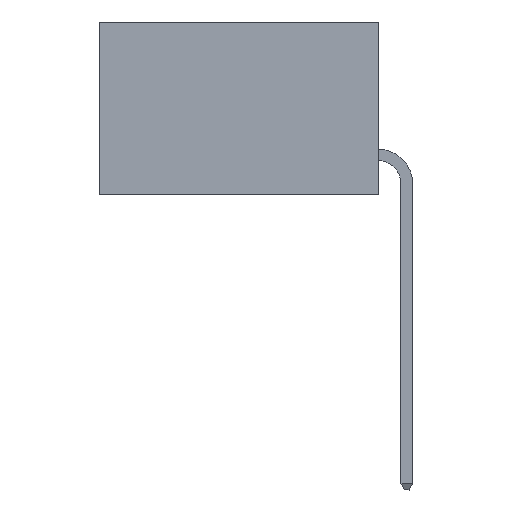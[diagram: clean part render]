
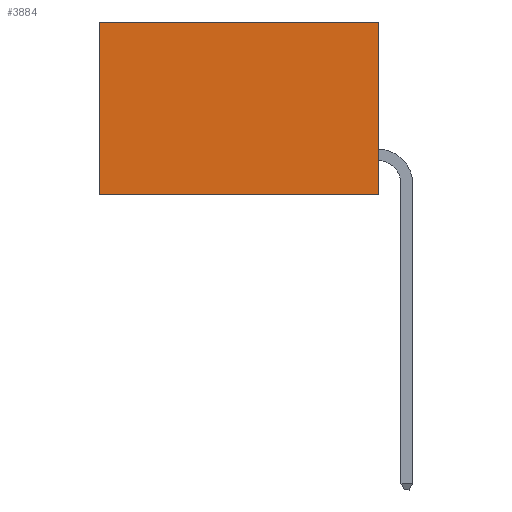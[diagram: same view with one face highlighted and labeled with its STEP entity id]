
A CAD part, left-side view. The second image highlights one B-rep face of the part: STEP entity #3884.
In plain terms, the highlighted planar face has unit normal (-1, 0, 0).
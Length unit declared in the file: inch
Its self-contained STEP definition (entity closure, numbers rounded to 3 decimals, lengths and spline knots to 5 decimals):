
#9 = ORIENTED_EDGE ( 'NONE', *, *, #8613, .T. ) ;
#303 = PLANE ( 'NONE',  #2136 ) ;
#392 = DIRECTION ( 'NONE',  ( 1., 0., 0. ) ) ;
#1186 = VECTOR ( 'NONE', #5750, 39.37008 ) ;
#1270 = CARTESIAN_POINT ( 'NONE',  ( 0.298, 0., 0. ) ) ;
#1422 = VERTEX_POINT ( 'NONE', #4050 ) ;
#1596 = DIRECTION ( 'NONE',  ( 0., 1., 0. ) ) ;
#2035 = EDGE_CURVE ( 'NONE', #3743, #2347, #4233, .T. ) ;
#2136 = AXIS2_PLACEMENT_3D ( 'NONE', #1270, #392, #11019 ) ;
#2230 = CARTESIAN_POINT ( 'NONE',  ( 0.298, 0.6, -0.37 ) ) ;
#2347 = VERTEX_POINT ( 'NONE', #2230 ) ;
#2809 = CARTESIAN_POINT ( 'NONE',  ( 0.298, 0.6, 0. ) ) ;
#2856 = CARTESIAN_POINT ( 'NONE',  ( 0.298, 0.6, 0. ) ) ;
#3323 = CARTESIAN_POINT ( 'NONE',  ( 0.298, 0., 0. ) ) ;
#3361 = VECTOR ( 'NONE', #4660, 39.37008 ) ;
#3743 = VERTEX_POINT ( 'NONE', #2856 ) ;
#3884 = ADVANCED_FACE ( 'NONE', ( #10328 ), #303, .F. ) ;
#3891 = CARTESIAN_POINT ( 'NONE',  ( 0.298, 0., 0. ) ) ;
#4050 = CARTESIAN_POINT ( 'NONE',  ( 0.298, 0., -0.37 ) ) ;
#4233 = LINE ( 'NONE', #2809, #1186 ) ;
#4413 = VECTOR ( 'NONE', #10771, 39.37008 ) ;
#4576 = CARTESIAN_POINT ( 'NONE',  ( 0.298, 0., -0.37 ) ) ;
#4660 = DIRECTION ( 'NONE',  ( 0., 0., -1. ) ) ;
#4836 = VERTEX_POINT ( 'NONE', #3323 ) ;
#5741 = VECTOR ( 'NONE', #1596, 39.37008 ) ;
#5750 = DIRECTION ( 'NONE',  ( 0., 0., -1. ) ) ;
#7016 = EDGE_CURVE ( 'NONE', #4836, #1422, #7796, .T. ) ;
#7576 = LINE ( 'NONE', #4576, #5741 ) ;
#7796 = LINE ( 'NONE', #11561, #3361 ) ;
#8613 = EDGE_CURVE ( 'NONE', #4836, #3743, #11435, .T. ) ;
#9709 = EDGE_LOOP ( 'NONE', ( #10183, #11704, #10675, #9 ) ) ;
#9748 = EDGE_CURVE ( 'NONE', #1422, #2347, #7576, .T. ) ;
#10183 = ORIENTED_EDGE ( 'NONE', *, *, #2035, .T. ) ;
#10328 = FACE_OUTER_BOUND ( 'NONE', #9709, .T. ) ;
#10675 = ORIENTED_EDGE ( 'NONE', *, *, #7016, .F. ) ;
#10771 = DIRECTION ( 'NONE',  ( 0., 1., 0. ) ) ;
#11019 = DIRECTION ( 'NONE',  ( 0., 0., -1. ) ) ;
#11435 = LINE ( 'NONE', #3891, #4413 ) ;
#11561 = CARTESIAN_POINT ( 'NONE',  ( 0.298, 0., 0. ) ) ;
#11704 = ORIENTED_EDGE ( 'NONE', *, *, #9748, .F. ) ;
